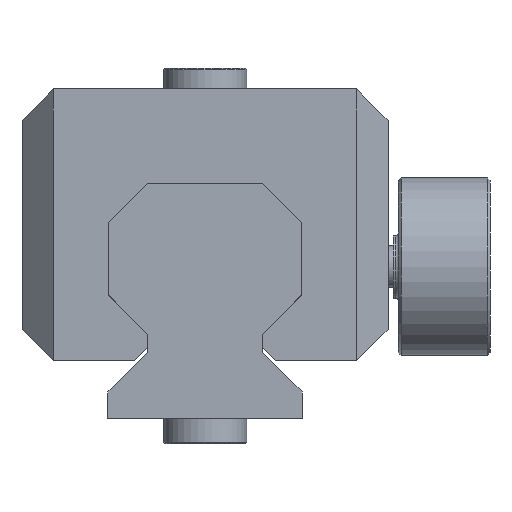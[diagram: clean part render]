
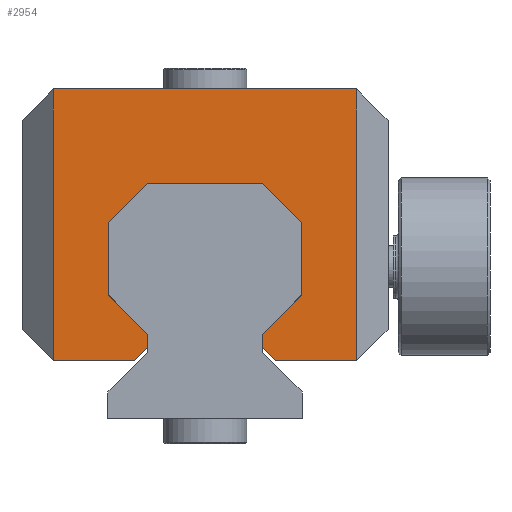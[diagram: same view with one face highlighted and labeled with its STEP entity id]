
A CAD part, front view. The second image highlights one B-rep face of the part: STEP entity #2954.
In plain terms, the highlighted face is planar.
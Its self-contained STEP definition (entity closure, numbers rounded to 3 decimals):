
#191=PLANE('',#3447);
#352=FACE_OUTER_BOUND('',#577,.T.);
#577=EDGE_LOOP('',(#2600,#2601,#2602,#2603,#2604,#2605,#2606,#2607,#2608,
#2609,#2610,#2611,#2612,#2613,#2614,#2615));
#721=LINE('',#5245,#894);
#724=LINE('',#5251,#897);
#725=LINE('',#5253,#898);
#726=LINE('',#5255,#899);
#727=LINE('',#5257,#900);
#728=LINE('',#5259,#901);
#729=LINE('',#5261,#902);
#730=LINE('',#5263,#903);
#731=LINE('',#5265,#904);
#732=LINE('',#5267,#905);
#733=LINE('',#5269,#906);
#734=LINE('',#5271,#907);
#735=LINE('',#5273,#908);
#736=LINE('',#5275,#909);
#737=LINE('',#5277,#910);
#738=LINE('',#5278,#911);
#894=VECTOR('',#4341,10.);
#897=VECTOR('',#4346,10.);
#898=VECTOR('',#4347,10.);
#899=VECTOR('',#4348,10.);
#900=VECTOR('',#4349,10.);
#901=VECTOR('',#4350,10.);
#902=VECTOR('',#4351,10.);
#903=VECTOR('',#4352,10.);
#904=VECTOR('',#4353,10.);
#905=VECTOR('',#4354,10.);
#906=VECTOR('',#4355,10.);
#907=VECTOR('',#4356,10.);
#908=VECTOR('',#4357,10.);
#909=VECTOR('',#4358,10.);
#910=VECTOR('',#4359,10.);
#911=VECTOR('',#4360,10.);
#1467=VERTEX_POINT('',#5242);
#1468=VERTEX_POINT('',#5244);
#1470=VERTEX_POINT('',#5250);
#1471=VERTEX_POINT('',#5252);
#1472=VERTEX_POINT('',#5254);
#1473=VERTEX_POINT('',#5256);
#1474=VERTEX_POINT('',#5258);
#1475=VERTEX_POINT('',#5260);
#1476=VERTEX_POINT('',#5262);
#1477=VERTEX_POINT('',#5264);
#1478=VERTEX_POINT('',#5266);
#1479=VERTEX_POINT('',#5268);
#1480=VERTEX_POINT('',#5270);
#1481=VERTEX_POINT('',#5272);
#1482=VERTEX_POINT('',#5274);
#1483=VERTEX_POINT('',#5276);
#1852=EDGE_CURVE('',#1467,#1468,#721,.T.);
#1855=EDGE_CURVE('',#1467,#1470,#724,.T.);
#1856=EDGE_CURVE('',#1471,#1470,#725,.T.);
#1857=EDGE_CURVE('',#1471,#1472,#726,.T.);
#1858=EDGE_CURVE('',#1472,#1473,#727,.T.);
#1859=EDGE_CURVE('',#1473,#1474,#728,.T.);
#1860=EDGE_CURVE('',#1474,#1475,#729,.T.);
#1861=EDGE_CURVE('',#1475,#1476,#730,.T.);
#1862=EDGE_CURVE('',#1476,#1477,#731,.T.);
#1863=EDGE_CURVE('',#1477,#1478,#732,.T.);
#1864=EDGE_CURVE('',#1478,#1479,#733,.T.);
#1865=EDGE_CURVE('',#1479,#1480,#734,.T.);
#1866=EDGE_CURVE('',#1480,#1481,#735,.T.);
#1867=EDGE_CURVE('',#1481,#1482,#736,.T.);
#1868=EDGE_CURVE('',#1482,#1483,#737,.T.);
#1869=EDGE_CURVE('',#1483,#1468,#738,.T.);
#2600=ORIENTED_EDGE('',*,*,#1852,.F.);
#2601=ORIENTED_EDGE('',*,*,#1855,.T.);
#2602=ORIENTED_EDGE('',*,*,#1856,.F.);
#2603=ORIENTED_EDGE('',*,*,#1857,.T.);
#2604=ORIENTED_EDGE('',*,*,#1858,.T.);
#2605=ORIENTED_EDGE('',*,*,#1859,.T.);
#2606=ORIENTED_EDGE('',*,*,#1860,.T.);
#2607=ORIENTED_EDGE('',*,*,#1861,.T.);
#2608=ORIENTED_EDGE('',*,*,#1862,.T.);
#2609=ORIENTED_EDGE('',*,*,#1863,.T.);
#2610=ORIENTED_EDGE('',*,*,#1864,.T.);
#2611=ORIENTED_EDGE('',*,*,#1865,.T.);
#2612=ORIENTED_EDGE('',*,*,#1866,.T.);
#2613=ORIENTED_EDGE('',*,*,#1867,.T.);
#2614=ORIENTED_EDGE('',*,*,#1868,.T.);
#2615=ORIENTED_EDGE('',*,*,#1869,.T.);
#2954=ADVANCED_FACE('',(#352),#191,.T.);
#3447=AXIS2_PLACEMENT_3D('',#5249,#4344,#4345);
#4341=DIRECTION('',(0.,0.,-1.));
#4344=DIRECTION('center_axis',(0.,1.,0.));
#4345=DIRECTION('ref_axis',(0.,0.,1.));
#4346=DIRECTION('',(1.,0.,0.));
#4347=DIRECTION('',(0.,0.,1.));
#4348=DIRECTION('',(-1.,0.,0.));
#4349=DIRECTION('',(-0.707,0.,0.707));
#4350=DIRECTION('',(0.,0.,1.));
#4351=DIRECTION('',(0.707,0.,0.707));
#4352=DIRECTION('',(0.,0.,1.));
#4353=DIRECTION('',(-0.707,0.,0.707));
#4354=DIRECTION('',(-1.,0.,0.));
#4355=DIRECTION('',(-0.707,0.,-0.707));
#4356=DIRECTION('',(0.,0.,-1.));
#4357=DIRECTION('',(0.707,0.,-0.707));
#4358=DIRECTION('',(0.,0.,-1.));
#4359=DIRECTION('',(-0.707,0.,-0.707));
#4360=DIRECTION('',(-1.,0.,0.));
#5242=CARTESIAN_POINT('',(-29.,34.,0.));
#5244=CARTESIAN_POINT('',(-29.,34.,-52.));
#5245=CARTESIAN_POINT('',(-29.,34.,-35.781));
#5249=CARTESIAN_POINT('Origin',(0.,34.,-25.562));
#5250=CARTESIAN_POINT('',(29.,34.,0.));
#5251=CARTESIAN_POINT('',(29.,34.,0.));
#5252=CARTESIAN_POINT('',(29.,34.,-52.));
#5253=CARTESIAN_POINT('',(29.,34.,-15.781));
#5254=CARTESIAN_POINT('',(13.5,34.,-52.));
#5255=CARTESIAN_POINT('',(13.5,34.,-52.));
#5256=CARTESIAN_POINT('',(11.,34.,-49.5));
#5257=CARTESIAN_POINT('',(11.,34.,-49.5));
#5258=CARTESIAN_POINT('',(11.,34.,-46.912));
#5259=CARTESIAN_POINT('',(11.,34.,-46.912));
#5260=CARTESIAN_POINT('',(18.5,34.,-39.412));
#5261=CARTESIAN_POINT('',(18.5,34.,-39.412));
#5262=CARTESIAN_POINT('',(18.5,34.,-25.5));
#5263=CARTESIAN_POINT('',(18.5,34.,-25.5));
#5264=CARTESIAN_POINT('',(11.,34.,-18.));
#5265=CARTESIAN_POINT('',(11.,34.,-18.));
#5266=CARTESIAN_POINT('',(-11.,34.,-18.));
#5267=CARTESIAN_POINT('',(-11.,34.,-18.));
#5268=CARTESIAN_POINT('',(-18.5,34.,-25.5));
#5269=CARTESIAN_POINT('',(-18.5,34.,-25.5));
#5270=CARTESIAN_POINT('',(-18.5,34.,-39.412));
#5271=CARTESIAN_POINT('',(-18.5,34.,-39.412));
#5272=CARTESIAN_POINT('',(-11.,34.,-46.912));
#5273=CARTESIAN_POINT('',(-11.,34.,-46.912));
#5274=CARTESIAN_POINT('',(-11.,34.,-49.5));
#5275=CARTESIAN_POINT('',(-11.,34.,-49.5));
#5276=CARTESIAN_POINT('',(-13.5,34.,-52.));
#5277=CARTESIAN_POINT('',(-13.5,34.,-52.));
#5278=CARTESIAN_POINT('',(-29.,34.,-52.));
